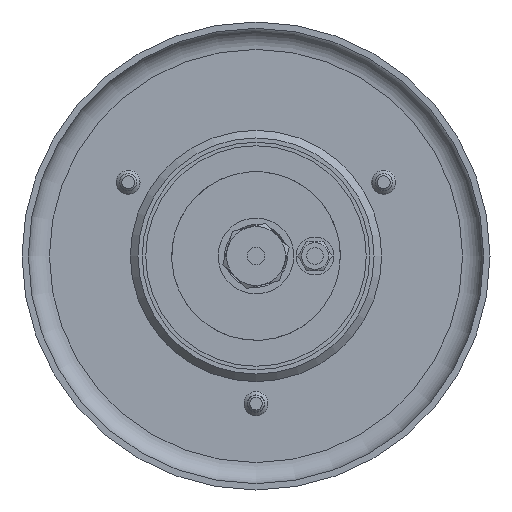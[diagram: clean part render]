
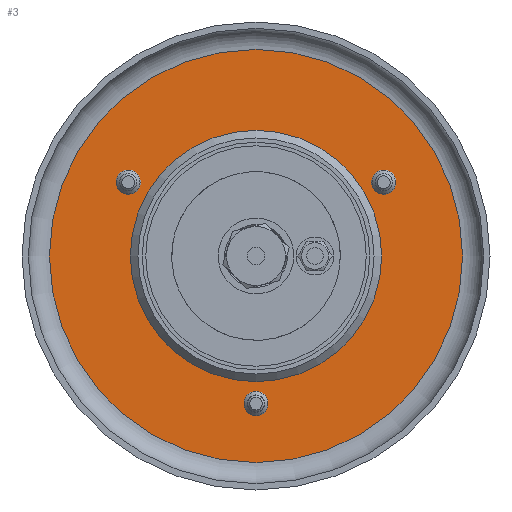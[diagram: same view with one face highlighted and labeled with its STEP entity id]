
A CAD part, left-side view. The second image highlights one B-rep face of the part: STEP entity #3.
In plain terms, the highlighted planar face has unit normal (-1, 0, 0).
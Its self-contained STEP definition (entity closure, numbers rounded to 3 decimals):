
#3 = ADVANCED_FACE ( 'NONE', ( #103, #1958, #588, #1699, #353 ), #3380, .F. ) ;
#103 = FACE_BOUND ( 'NONE', #3523, .T. ) ;
#108 = EDGE_CURVE ( 'NONE', #2548, #2548, #3056, .T. ) ;
#129 = DIRECTION ( 'NONE',  ( 1., 0., 0. ) ) ;
#319 = CARTESIAN_POINT ( 'NONE',  ( 9., -33.111, 17.5 ) ) ;
#353 = FACE_BOUND ( 'NONE', #1024, .T. ) ;
#376 = AXIS2_PLACEMENT_3D ( 'NONE', #695, #752, #2420 ) ;
#392 = CARTESIAN_POINT ( 'NONE',  ( 9., -30.311, 17.5 ) ) ;
#400 = DIRECTION ( 'NONE',  ( 0., -1., 0. ) ) ;
#411 = CIRCLE ( 'NONE', #2912, 49. ) ;
#483 = VERTEX_POINT ( 'NONE', #1921 ) ;
#510 = EDGE_CURVE ( 'NONE', #2277, #2277, #3173, .T. ) ;
#588 = FACE_BOUND ( 'NONE', #755, .T. ) ;
#604 = DIRECTION ( 'NONE',  ( 1., 0., 0. ) ) ;
#630 = ORIENTED_EDGE ( 'NONE', *, *, #108, .T. ) ;
#636 = CARTESIAN_POINT ( 'NONE',  ( 9., 27.511, 17.5 ) ) ;
#695 = CARTESIAN_POINT ( 'NONE',  ( 9., 0., 0. ) ) ;
#752 = DIRECTION ( 'NONE',  ( 1., 0., 0. ) ) ;
#755 = EDGE_LOOP ( 'NONE', ( #630 ) ) ;
#956 = CARTESIAN_POINT ( 'NONE',  ( 9., 0., 0. ) ) ;
#1024 = EDGE_LOOP ( 'NONE', ( #1537 ) ) ;
#1046 = EDGE_CURVE ( 'NONE', #1809, #1809, #411, .T. ) ;
#1077 = AXIS2_PLACEMENT_3D ( 'NONE', #392, #129, #2380 ) ;
#1226 = DIRECTION ( 'NONE',  ( 0., -1., 0. ) ) ;
#1267 = DIRECTION ( 'NONE',  ( 0., -1., 0. ) ) ;
#1512 = AXIS2_PLACEMENT_3D ( 'NONE', #3107, #604, #1226 ) ;
#1537 = ORIENTED_EDGE ( 'NONE', *, *, #2422, .T. ) ;
#1699 = FACE_OUTER_BOUND ( 'NONE', #2018, .T. ) ;
#1797 = CARTESIAN_POINT ( 'NONE',  ( 9., 30.311, 17.5 ) ) ;
#1808 = AXIS2_PLACEMENT_3D ( 'NONE', #3530, #3247, #1267 ) ;
#1809 = VERTEX_POINT ( 'NONE', #2928 ) ;
#1826 = ORIENTED_EDGE ( 'NONE', *, *, #3319, .T. ) ;
#1903 = ORIENTED_EDGE ( 'NONE', *, *, #1046, .F. ) ;
#1921 = CARTESIAN_POINT ( 'NONE',  ( 9., -2.8, -35. ) ) ;
#1958 = FACE_BOUND ( 'NONE', #2278, .T. ) ;
#1968 = CIRCLE ( 'NONE', #1808, 2.8 ) ;
#2018 = EDGE_LOOP ( 'NONE', ( #1903 ) ) ;
#2253 = ORIENTED_EDGE ( 'NONE', *, *, #510, .T. ) ;
#2277 = VERTEX_POINT ( 'NONE', #636 ) ;
#2278 = EDGE_LOOP ( 'NONE', ( #2253 ) ) ;
#2380 = DIRECTION ( 'NONE',  ( 0., -1., 0. ) ) ;
#2420 = DIRECTION ( 'NONE',  ( 0., -1., 0. ) ) ;
#2422 = EDGE_CURVE ( 'NONE', #3527, #3527, #2582, .T. ) ;
#2548 = VERTEX_POINT ( 'NONE', #319 ) ;
#2582 = CIRCLE ( 'NONE', #376, 20.75 ) ;
#2589 = DIRECTION ( 'NONE',  ( 0., -1., 0. ) ) ;
#2912 = AXIS2_PLACEMENT_3D ( 'NONE', #956, #3416, #2589 ) ;
#2928 = CARTESIAN_POINT ( 'NONE',  ( 9., -49., 0. ) ) ;
#3056 = CIRCLE ( 'NONE', #1077, 2.8 ) ;
#3074 = AXIS2_PLACEMENT_3D ( 'NONE', #1797, #3269, #400 ) ;
#3107 = CARTESIAN_POINT ( 'NONE',  ( 9., 0., -20.75 ) ) ;
#3162 = CARTESIAN_POINT ( 'NONE',  ( 9., -20.75, 0. ) ) ;
#3173 = CIRCLE ( 'NONE', #3074, 2.8 ) ;
#3247 = DIRECTION ( 'NONE',  ( 1., 0., 0. ) ) ;
#3269 = DIRECTION ( 'NONE',  ( 1., 0., 0. ) ) ;
#3319 = EDGE_CURVE ( 'NONE', #483, #483, #1968, .T. ) ;
#3380 = PLANE ( 'NONE',  #1512 ) ;
#3416 = DIRECTION ( 'NONE',  ( 1., 0., 0. ) ) ;
#3523 = EDGE_LOOP ( 'NONE', ( #1826 ) ) ;
#3527 = VERTEX_POINT ( 'NONE', #3162 ) ;
#3530 = CARTESIAN_POINT ( 'NONE',  ( 9., 0., -35. ) ) ;
